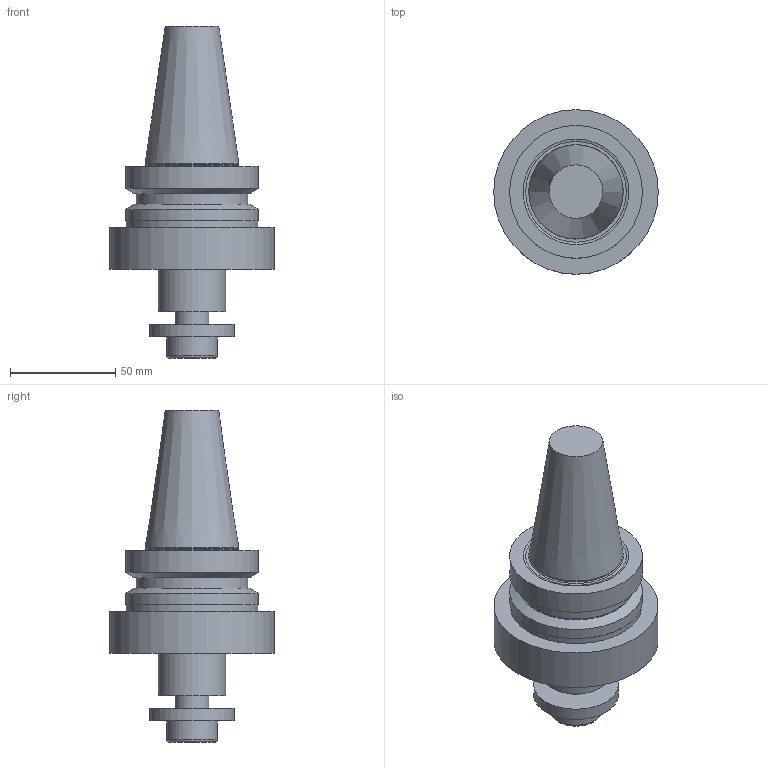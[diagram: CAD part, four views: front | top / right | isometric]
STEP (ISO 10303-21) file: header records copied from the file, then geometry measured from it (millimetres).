
FILE_DESCRIPTION(/* description */ ('3-D model version:1'),/* implementation_level */ '2;1');
FILE_NAME(/* name */ '392.55505C4032050',/* time_stamp */ '2016-12-02T13:59:09',/* author */ ('InteractiveCad'),/* organization */ ('AB Sandvik Coromant'),/* preprocessor_version */ 'ST-DEVELOPER v11',/* originating_system */ 'SIEMENS UGS NX 6.0',/* authorization */ '');
FILE_SCHEMA(('AUTOMOTIVE_DESIGN'));
Length unit declared in the file: millimetre
Products named in the file (1): 392.55505C4032050uu_stp
Bounding box: 78 x 78 x 157.4 mm (x, y, z)
Volume: 274066.6 mm3; surface area: 33511 mm2
Topology: 1 solids, 1 shells, 29 faces, 45 edges, 28 vertices
Faces by surface type: plane 12, cylinder 10, cone 5, torus 2
Full cylindrical faces by diameter (mm): 16 x1, 24 x1, 32 x1, 40 x1, 43.85 x1, 53 x1, 62.5 x1, 62.977 x2, 78 x1
Entity records: 612 total; most frequent: DIRECTION 122, CARTESIAN_POINT 89, AXIS2_PLACEMENT_3D 61, EDGE_LOOP 56, ORIENTED_EDGE 56, FACE_BOUND 54, ADVANCED_FACE 29, VERTEX_POINT 28
